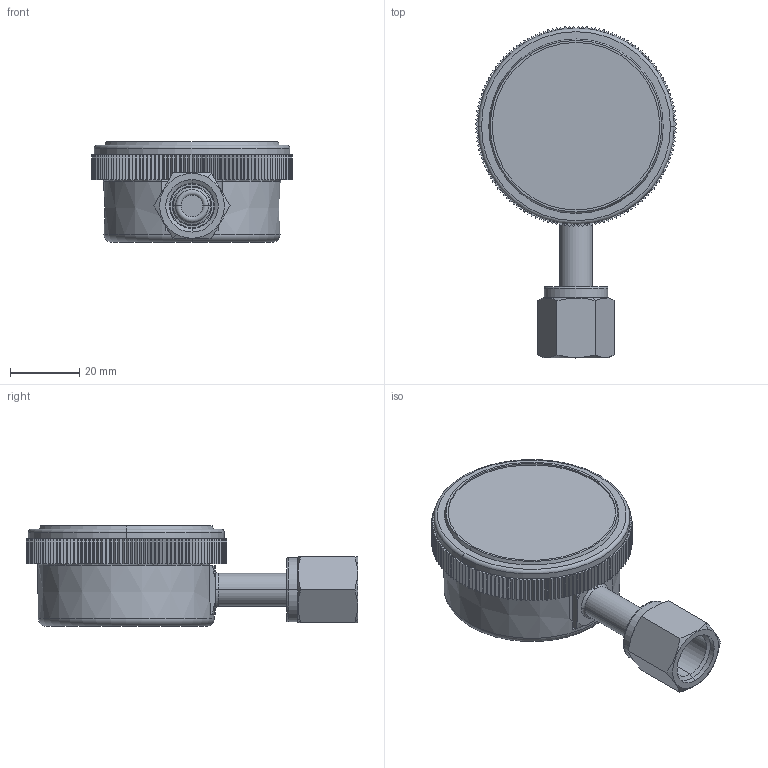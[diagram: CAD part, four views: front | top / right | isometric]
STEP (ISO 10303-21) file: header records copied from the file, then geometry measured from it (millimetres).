
FILE_DESCRIPTION((''),'2;1');
FILE_NAME('52207714_______________280100','2012-06-08T',('BourboD'),(''),'PRO/ENGINEER BY PARAMETRIC TECHNOLOGY CORPORATION, 2010040','PRO/ENGINEER BY PARAMETRIC TECHNOLOGY CORPORATION, 2010040','');
FILE_SCHEMA(('CONFIG_CONTROL_DESIGN'));
Length unit declared in the file: inch
Products named in the file (1): 52207714_______________280100
Bounding box: 57.79 x 95.67 x 29 mm (x, y, z)
Volume: 21015.8 mm3; surface area: 24738.3 mm2
Topology: 2 solids, 2 shells, 603 faces, 1718 edges, 1131 vertices
Faces by surface type: plane 336, cylinder 201, cone 30, torus 18, bspline 16, sphere 2
Entity records: 20366 total; most frequent: CARTESIAN_POINT 4504, ORIENTED_EDGE 3420, DIRECTION 3194, EDGE_CURVE 1710, VECTOR 1172, LINE 1172, VERTEX_POINT 1131, AXIS2_PLACEMENT_3D 1011
